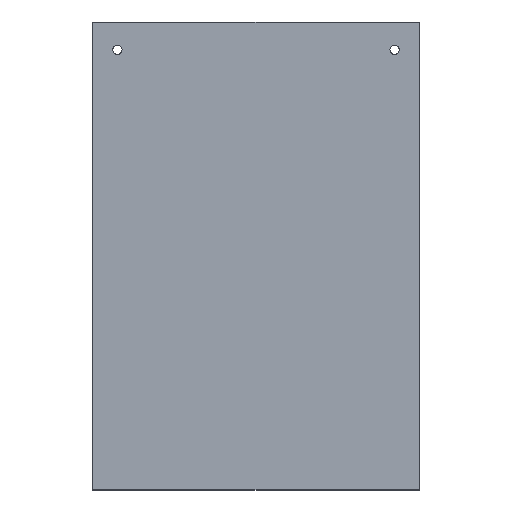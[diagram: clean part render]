
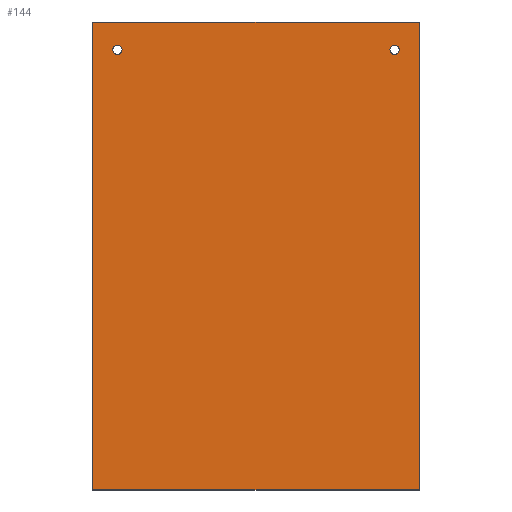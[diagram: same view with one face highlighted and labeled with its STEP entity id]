
A CAD part, top view. The second image highlights one B-rep face of the part: STEP entity #144.
In plain terms, the highlighted planar face has unit normal (0, 0, 1).
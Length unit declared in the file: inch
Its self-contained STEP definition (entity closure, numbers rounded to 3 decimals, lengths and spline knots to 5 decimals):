
#19=FACE_BOUND('',#43,.T.);
#20=FACE_BOUND('',#44,.T.);
#25=CIRCLE('',#163,0.1875);
#26=CIRCLE('',#164,0.1875);
#32=FACE_OUTER_BOUND('',#42,.T.);
#42=EDGE_LOOP('',(#123,#124,#125,#126));
#43=EDGE_LOOP('',(#127));
#44=EDGE_LOOP('',(#128));
#54=LINE('',#223,#66);
#56=LINE('',#227,#68);
#58=LINE('',#231,#70);
#60=LINE('',#234,#72);
#66=VECTOR('',#182,13.25);
#68=VECTOR('',#186,19.);
#70=VECTOR('',#190,13.25);
#72=VECTOR('',#194,19.);
#79=VERTEX_POINT('',#220);
#80=VERTEX_POINT('',#222);
#81=VERTEX_POINT('',#226);
#82=VERTEX_POINT('',#230);
#83=VERTEX_POINT('',#236);
#84=VERTEX_POINT('',#238);
#92=EDGE_CURVE('',#79,#80,#54,.T.);
#94=EDGE_CURVE('',#80,#81,#56,.T.);
#96=EDGE_CURVE('',#81,#82,#58,.T.);
#98=EDGE_CURVE('',#82,#79,#60,.T.);
#99=EDGE_CURVE('',#83,#83,#25,.T.);
#100=EDGE_CURVE('',#84,#84,#26,.T.);
#123=ORIENTED_EDGE('',*,*,#92,.F.);
#124=ORIENTED_EDGE('',*,*,#98,.F.);
#125=ORIENTED_EDGE('',*,*,#96,.F.);
#126=ORIENTED_EDGE('',*,*,#94,.F.);
#127=ORIENTED_EDGE('',*,*,#99,.F.);
#128=ORIENTED_EDGE('',*,*,#100,.F.);
#138=PLANE('',#162);
#144=ADVANCED_FACE('',(#32,#19,#20),#138,.T.);
#162=AXIS2_PLACEMENT_3D('',#235,#195,#196);
#163=AXIS2_PLACEMENT_3D('',#237,#197,#198);
#164=AXIS2_PLACEMENT_3D('',#239,#199,#200);
#182=DIRECTION('',(-1.,0.,0.));
#186=DIRECTION('',(0.,1.,0.));
#190=DIRECTION('',(1.,0.,0.));
#194=DIRECTION('',(0.,-1.,0.));
#195=DIRECTION('center_axis',(0.,0.,1.));
#196=DIRECTION('ref_axis',(1.,0.,0.));
#197=DIRECTION('center_axis',(0.,0.,1.));
#198=DIRECTION('ref_axis',(1.,0.,0.));
#199=DIRECTION('center_axis',(0.,0.,1.));
#200=DIRECTION('ref_axis',(1.,0.,0.));
#220=CARTESIAN_POINT('',(13.25,0.,0.25));
#222=CARTESIAN_POINT('',(0.,0.,0.25));
#223=CARTESIAN_POINT('',(13.25,0.,0.25));
#226=CARTESIAN_POINT('',(0.,19.,0.25));
#227=CARTESIAN_POINT('',(0.,0.,0.25));
#230=CARTESIAN_POINT('',(13.25,19.,0.25));
#231=CARTESIAN_POINT('',(0.,19.,0.25));
#234=CARTESIAN_POINT('',(13.25,19.,0.25));
#235=CARTESIAN_POINT('Origin',(0.,0.,0.25));
#236=CARTESIAN_POINT('',(0.8125,17.875,0.25));
#237=CARTESIAN_POINT('Origin',(1.,17.875,0.25));
#238=CARTESIAN_POINT('',(12.0625,17.875,0.25));
#239=CARTESIAN_POINT('Origin',(12.25,17.875,0.25));
